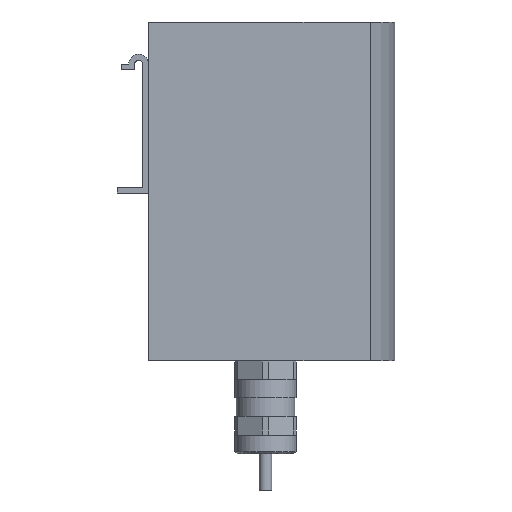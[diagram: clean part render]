
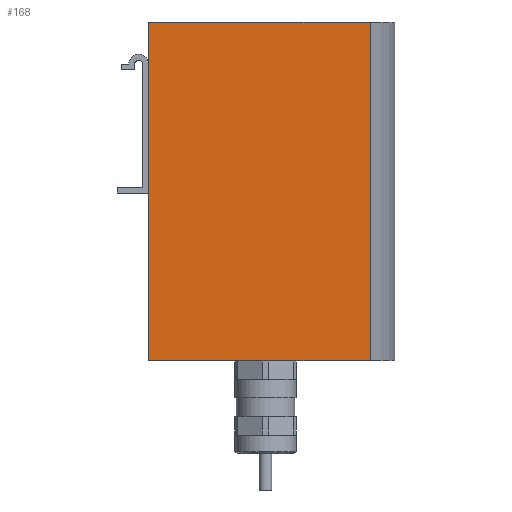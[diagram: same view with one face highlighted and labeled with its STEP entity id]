
A CAD part, front view. The second image highlights one B-rep face of the part: STEP entity #168.
In plain terms, the highlighted planar face has unit normal (0, -1, 0).
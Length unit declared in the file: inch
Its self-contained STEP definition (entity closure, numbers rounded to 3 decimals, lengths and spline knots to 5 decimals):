
#145 = VECTOR ( 'NONE', #281, 39.37008 ) ;
#167 = ORIENTED_EDGE ( 'NONE', *, *, #279, .T. ) ;
#168 = ADVANCED_FACE ( 'NONE', ( #3102 ), #3095, .T. ) ;
#188 = CARTESIAN_POINT ( 'NONE',  ( -1.49606, -0.94488, 4.33071 ) ) ;
#279 = EDGE_CURVE ( 'NONE', #387, #1703, #3516, .T. ) ;
#281 = DIRECTION ( 'NONE',  ( 1., 0., 0. ) ) ;
#284 = VECTOR ( 'NONE', #991, 39.37008 ) ;
#343 = ORIENTED_EDGE ( 'NONE', *, *, #1658, .T. ) ;
#362 = AXIS2_PLACEMENT_3D ( 'NONE', #1603, #2219, #3712 ) ;
#387 = VERTEX_POINT ( 'NONE', #3421 ) ;
#503 = CARTESIAN_POINT ( 'NONE',  ( 1.33858, -0.94488, 0. ) ) ;
#513 = VECTOR ( 'NONE', #2314, 39.37008 ) ;
#649 = LINE ( 'NONE', #766, #513 ) ;
#758 = DIRECTION ( 'NONE',  ( -1., 0., 0. ) ) ;
#766 = CARTESIAN_POINT ( 'NONE',  ( 1.33858, -0.94488, 0. ) ) ;
#991 = DIRECTION ( 'NONE',  ( 0., 0., -1. ) ) ;
#1176 = CARTESIAN_POINT ( 'NONE',  ( -1.49606, -0.94488, 0. ) ) ;
#1467 = VERTEX_POINT ( 'NONE', #2101 ) ;
#1603 = CARTESIAN_POINT ( 'NONE',  ( -1.49606, -0.94488, 0. ) ) ;
#1658 = EDGE_CURVE ( 'NONE', #1467, #387, #2037, .T. ) ;
#1703 = VERTEX_POINT ( 'NONE', #1176 ) ;
#2037 = LINE ( 'NONE', #188, #3854 ) ;
#2101 = CARTESIAN_POINT ( 'NONE',  ( 1.33858, -0.94488, 4.33071 ) ) ;
#2219 = DIRECTION ( 'NONE',  ( 0., -1., 0. ) ) ;
#2314 = DIRECTION ( 'NONE',  ( 0., 0., 1. ) ) ;
#2415 = EDGE_CURVE ( 'NONE', #1703, #3231, #3287, .T. ) ;
#2907 = ORIENTED_EDGE ( 'NONE', *, *, #2415, .T. ) ;
#3095 = PLANE ( 'NONE',  #362 ) ;
#3102 = FACE_OUTER_BOUND ( 'NONE', #3670, .T. ) ;
#3231 = VERTEX_POINT ( 'NONE', #503 ) ;
#3287 = LINE ( 'NONE', #3909, #145 ) ;
#3367 = CARTESIAN_POINT ( 'NONE',  ( -1.49606, -0.94488, 0. ) ) ;
#3421 = CARTESIAN_POINT ( 'NONE',  ( -1.49606, -0.94488, 4.33071 ) ) ;
#3516 = LINE ( 'NONE', #3367, #284 ) ;
#3670 = EDGE_LOOP ( 'NONE', ( #343, #167, #2907, #3703 ) ) ;
#3703 = ORIENTED_EDGE ( 'NONE', *, *, #3771, .T. ) ;
#3712 = DIRECTION ( 'NONE',  ( 1., 0., 0. ) ) ;
#3771 = EDGE_CURVE ( 'NONE', #3231, #1467, #649, .T. ) ;
#3854 = VECTOR ( 'NONE', #758, 39.37008 ) ;
#3909 = CARTESIAN_POINT ( 'NONE',  ( -1.49606, -0.94488, 0. ) ) ;
